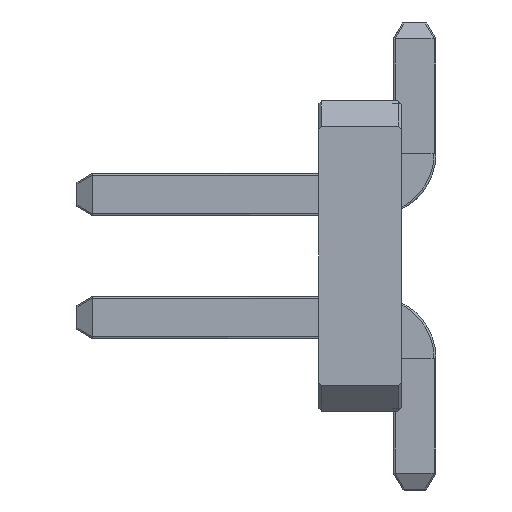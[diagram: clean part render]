
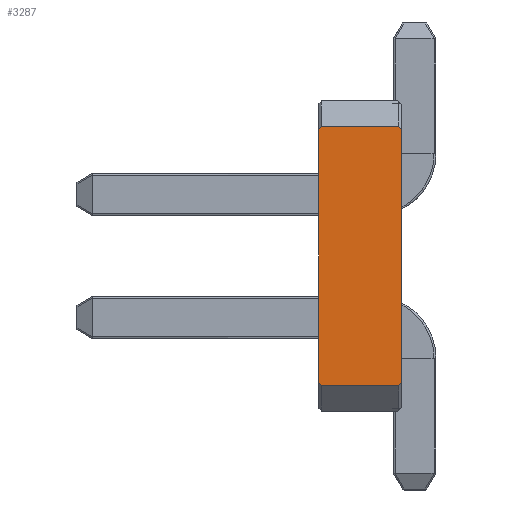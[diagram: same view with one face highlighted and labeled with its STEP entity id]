
A CAD part, left-side view. The second image highlights one B-rep face of the part: STEP entity #3287.
In plain terms, the highlighted planar face has unit normal (-1, 0, 0).
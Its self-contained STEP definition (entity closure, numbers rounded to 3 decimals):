
#3 = ORIENTED_EDGE ( 'NONE', *, *, #1154, .T. ) ;
#9 = LINE ( 'NONE', #3424, #381 ) ;
#34 = VECTOR ( 'NONE', #2683, 1000. ) ;
#46 = CARTESIAN_POINT ( 'NONE',  ( -0.635, 0.85, -1.34 ) ) ;
#172 = VERTEX_POINT ( 'NONE', #785 ) ;
#218 = DIRECTION ( 'NONE',  ( 0., -1., 0. ) ) ;
#219 = EDGE_CURVE ( 'NONE', #1901, #3359, #1776, .T. ) ;
#291 = ORIENTED_EDGE ( 'NONE', *, *, #219, .T. ) ;
#301 = DIRECTION ( 'NONE',  ( 0., -1., 0. ) ) ;
#316 = LINE ( 'NONE', #2597, #2006 ) ;
#331 = FACE_OUTER_BOUND ( 'NONE', #595, .T. ) ;
#338 = CARTESIAN_POINT ( 'NONE',  ( -0.635, 0., -1.305 ) ) ;
#381 = VECTOR ( 'NONE', #218, 1000. ) ;
#433 = VECTOR ( 'NONE', #1425, 1000. ) ;
#447 = VERTEX_POINT ( 'NONE', #3590 ) ;
#507 = EDGE_CURVE ( 'NONE', #1219, #2921, #1682, .T. ) ;
#522 = CARTESIAN_POINT ( 'NONE',  ( -0.635, 0.025, -1.34 ) ) ;
#529 = DIRECTION ( 'NONE',  ( 0., 0.577, 0.816 ) ) ;
#595 = EDGE_LOOP ( 'NONE', ( #2643, #2952, #1086, #942, #3, #2303, #1319, #291 ) ) ;
#746 = DIRECTION ( 'NONE',  ( 0., -0.577, -0.816 ) ) ;
#748 = CARTESIAN_POINT ( 'NONE',  ( -0.635, 0., -1.34 ) ) ;
#785 = CARTESIAN_POINT ( 'NONE',  ( -0.635, 0., 1.305 ) ) ;
#899 = CARTESIAN_POINT ( 'NONE',  ( -0.635, 0.85, -1.34 ) ) ;
#942 = ORIENTED_EDGE ( 'NONE', *, *, #2574, .T. ) ;
#1086 = ORIENTED_EDGE ( 'NONE', *, *, #2183, .T. ) ;
#1141 = DIRECTION ( 'NONE',  ( 0., -0.577, 0.816 ) ) ;
#1154 = EDGE_CURVE ( 'NONE', #1277, #172, #2543, .T. ) ;
#1186 = EDGE_CURVE ( 'NONE', #172, #447, #316, .T. ) ;
#1197 = DIRECTION ( 'NONE',  ( 1., 0., 0. ) ) ;
#1210 = CARTESIAN_POINT ( 'NONE',  ( -0.635, 1.008, 1.081 ) ) ;
#1219 = VERTEX_POINT ( 'NONE', #2830 ) ;
#1270 = EDGE_CURVE ( 'NONE', #1901, #447, #2016, .T. ) ;
#1277 = VERTEX_POINT ( 'NONE', #338 ) ;
#1319 = ORIENTED_EDGE ( 'NONE', *, *, #1270, .F. ) ;
#1413 = VECTOR ( 'NONE', #746, 1000. ) ;
#1425 = DIRECTION ( 'NONE',  ( 0., 0., 1. ) ) ;
#1603 = CARTESIAN_POINT ( 'NONE',  ( -0.635, 0.85, 1.305 ) ) ;
#1682 = LINE ( 'NONE', #3608, #1413 ) ;
#1755 = VECTOR ( 'NONE', #1959, 1000. ) ;
#1776 = LINE ( 'NONE', #1210, #1755 ) ;
#1901 = VERTEX_POINT ( 'NONE', #3481 ) ;
#1959 = DIRECTION ( 'NONE',  ( 0., 0.577, -0.816 ) ) ;
#1969 = EDGE_CURVE ( 'NONE', #1219, #3359, #2349, .T. ) ;
#2006 = VECTOR ( 'NONE', #529, 1000. ) ;
#2016 = LINE ( 'NONE', #3152, #3039 ) ;
#2183 = EDGE_CURVE ( 'NONE', #2921, #2192, #9, .T. ) ;
#2192 = VERTEX_POINT ( 'NONE', #522 ) ;
#2199 = VECTOR ( 'NONE', #1141, 1000. ) ;
#2303 = ORIENTED_EDGE ( 'NONE', *, *, #1186, .T. ) ;
#2349 = LINE ( 'NONE', #899, #34 ) ;
#2352 = DIRECTION ( 'NONE',  ( 0., 0., -1. ) ) ;
#2543 = LINE ( 'NONE', #748, #433 ) ;
#2574 = EDGE_CURVE ( 'NONE', #2192, #1277, #3468, .T. ) ;
#2597 = CARTESIAN_POINT ( 'NONE',  ( -0.635, 0.025, 1.34 ) ) ;
#2635 = PLANE ( 'NONE',  #3346 ) ;
#2643 = ORIENTED_EDGE ( 'NONE', *, *, #1969, .F. ) ;
#2683 = DIRECTION ( 'NONE',  ( 0., 0., 1. ) ) ;
#2830 = CARTESIAN_POINT ( 'NONE',  ( -0.635, 0.85, -1.305 ) ) ;
#2921 = VERTEX_POINT ( 'NONE', #3339 ) ;
#2952 = ORIENTED_EDGE ( 'NONE', *, *, #507, .T. ) ;
#3039 = VECTOR ( 'NONE', #301, 1000. ) ;
#3152 = CARTESIAN_POINT ( 'NONE',  ( -0.635, 0.85, 1.34 ) ) ;
#3287 = ADVANCED_FACE ( 'NONE', ( #331 ), #2635, .F. ) ;
#3339 = CARTESIAN_POINT ( 'NONE',  ( -0.635, 0.825, -1.34 ) ) ;
#3346 = AXIS2_PLACEMENT_3D ( 'NONE', #46, #1197, #2352 ) ;
#3359 = VERTEX_POINT ( 'NONE', #1603 ) ;
#3424 = CARTESIAN_POINT ( 'NONE',  ( -0.635, 0.85, -1.34 ) ) ;
#3468 = LINE ( 'NONE', #3488, #2199 ) ;
#3481 = CARTESIAN_POINT ( 'NONE',  ( -0.635, 0.825, 1.34 ) ) ;
#3488 = CARTESIAN_POINT ( 'NONE',  ( -0.635, 0.025, -1.34 ) ) ;
#3590 = CARTESIAN_POINT ( 'NONE',  ( -0.635, 0.025, 1.34 ) ) ;
#3608 = CARTESIAN_POINT ( 'NONE',  ( -0.635, 1.008, -1.081 ) ) ;
